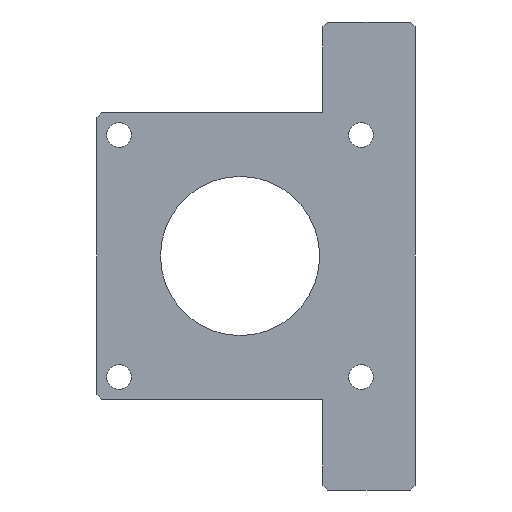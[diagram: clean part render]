
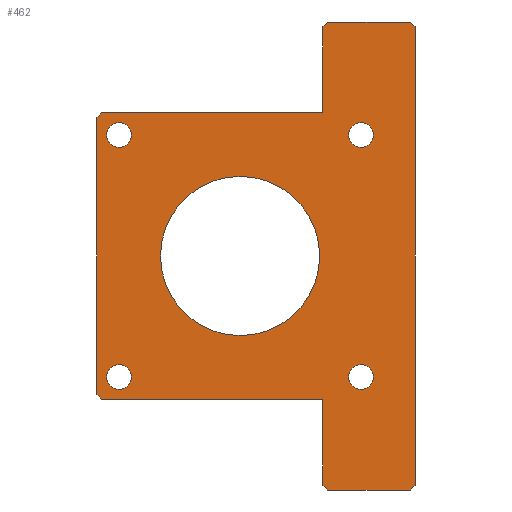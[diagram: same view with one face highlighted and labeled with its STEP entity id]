
A CAD part, left-side view. The second image highlights one B-rep face of the part: STEP entity #462.
In plain terms, the highlighted planar face has unit normal (-1, 0, 0).
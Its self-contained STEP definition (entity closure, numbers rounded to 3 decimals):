
#15=FACE_BOUND('',#76,.T.);
#16=FACE_BOUND('',#77,.T.);
#17=FACE_BOUND('',#78,.T.);
#18=FACE_BOUND('',#79,.T.);
#19=FACE_BOUND('',#80,.T.);
#29=PLANE('',#522);
#52=FACE_OUTER_BOUND('',#75,.T.);
#75=EDGE_LOOP('',(#350,#351,#352,#353,#354,#355,#356,#357,#358,#359,#360,
#361,#362,#363));
#76=EDGE_LOOP('',(#364));
#77=EDGE_LOOP('',(#365));
#78=EDGE_LOOP('',(#366));
#79=EDGE_LOOP('',(#367));
#80=EDGE_LOOP('',(#368));
#112=LINE('',#709,#161);
#113=LINE('',#711,#162);
#114=LINE('',#713,#163);
#115=LINE('',#715,#164);
#116=LINE('',#717,#165);
#117=LINE('',#719,#166);
#118=LINE('',#721,#167);
#119=LINE('',#723,#168);
#120=LINE('',#725,#169);
#121=LINE('',#727,#170);
#122=LINE('',#729,#171);
#123=LINE('',#731,#172);
#124=LINE('',#733,#173);
#125=LINE('',#734,#174);
#161=VECTOR('',#591,10.);
#162=VECTOR('',#592,10.);
#163=VECTOR('',#593,10.);
#164=VECTOR('',#594,10.);
#165=VECTOR('',#595,10.);
#166=VECTOR('',#596,10.);
#167=VECTOR('',#597,10.);
#168=VECTOR('',#598,10.);
#169=VECTOR('',#599,10.);
#170=VECTOR('',#600,10.);
#171=VECTOR('',#601,10.);
#172=VECTOR('',#602,10.);
#173=VECTOR('',#603,10.);
#174=VECTOR('',#604,10.);
#206=CIRCLE('',#506,7.75);
#208=CIRCLE('',#509,7.75);
#210=CIRCLE('',#512,7.75);
#212=CIRCLE('',#515,7.75);
#216=CIRCLE('',#521,50.);
#220=VERTEX_POINT('',#673);
#222=VERTEX_POINT('',#679);
#224=VERTEX_POINT('',#685);
#226=VERTEX_POINT('',#691);
#230=VERTEX_POINT('',#703);
#231=VERTEX_POINT('',#707);
#232=VERTEX_POINT('',#708);
#233=VERTEX_POINT('',#710);
#234=VERTEX_POINT('',#712);
#235=VERTEX_POINT('',#714);
#236=VERTEX_POINT('',#716);
#237=VERTEX_POINT('',#718);
#238=VERTEX_POINT('',#720);
#239=VERTEX_POINT('',#722);
#240=VERTEX_POINT('',#724);
#241=VERTEX_POINT('',#726);
#242=VERTEX_POINT('',#728);
#243=VERTEX_POINT('',#730);
#244=VERTEX_POINT('',#732);
#264=EDGE_CURVE('',#220,#220,#206,.T.);
#267=EDGE_CURVE('',#222,#222,#208,.T.);
#270=EDGE_CURVE('',#224,#224,#210,.T.);
#273=EDGE_CURVE('',#226,#226,#212,.T.);
#279=EDGE_CURVE('',#230,#230,#216,.T.);
#280=EDGE_CURVE('',#231,#232,#112,.T.);
#281=EDGE_CURVE('',#232,#233,#113,.T.);
#282=EDGE_CURVE('',#233,#234,#114,.T.);
#283=EDGE_CURVE('',#234,#235,#115,.T.);
#284=EDGE_CURVE('',#235,#236,#116,.T.);
#285=EDGE_CURVE('',#236,#237,#117,.T.);
#286=EDGE_CURVE('',#237,#238,#118,.T.);
#287=EDGE_CURVE('',#238,#239,#119,.T.);
#288=EDGE_CURVE('',#239,#240,#120,.T.);
#289=EDGE_CURVE('',#240,#241,#121,.T.);
#290=EDGE_CURVE('',#241,#242,#122,.T.);
#291=EDGE_CURVE('',#242,#243,#123,.T.);
#292=EDGE_CURVE('',#243,#244,#124,.T.);
#293=EDGE_CURVE('',#244,#231,#125,.T.);
#350=ORIENTED_EDGE('',*,*,#280,.T.);
#351=ORIENTED_EDGE('',*,*,#281,.T.);
#352=ORIENTED_EDGE('',*,*,#282,.T.);
#353=ORIENTED_EDGE('',*,*,#283,.T.);
#354=ORIENTED_EDGE('',*,*,#284,.T.);
#355=ORIENTED_EDGE('',*,*,#285,.T.);
#356=ORIENTED_EDGE('',*,*,#286,.T.);
#357=ORIENTED_EDGE('',*,*,#287,.T.);
#358=ORIENTED_EDGE('',*,*,#288,.T.);
#359=ORIENTED_EDGE('',*,*,#289,.T.);
#360=ORIENTED_EDGE('',*,*,#290,.T.);
#361=ORIENTED_EDGE('',*,*,#291,.T.);
#362=ORIENTED_EDGE('',*,*,#292,.T.);
#363=ORIENTED_EDGE('',*,*,#293,.T.);
#364=ORIENTED_EDGE('',*,*,#264,.T.);
#365=ORIENTED_EDGE('',*,*,#267,.T.);
#366=ORIENTED_EDGE('',*,*,#270,.T.);
#367=ORIENTED_EDGE('',*,*,#273,.T.);
#368=ORIENTED_EDGE('',*,*,#279,.T.);
#462=ADVANCED_FACE('',(#52,#15,#16,#17,#18,#19),#29,.T.);
#506=AXIS2_PLACEMENT_3D('',#675,#552,#553);
#509=AXIS2_PLACEMENT_3D('',#681,#559,#560);
#512=AXIS2_PLACEMENT_3D('',#687,#566,#567);
#515=AXIS2_PLACEMENT_3D('',#693,#573,#574);
#521=AXIS2_PLACEMENT_3D('',#705,#587,#588);
#522=AXIS2_PLACEMENT_3D('',#706,#589,#590);
#552=DIRECTION('center_axis',(1.,0.,0.));
#553=DIRECTION('ref_axis',(0.,0.,-1.));
#559=DIRECTION('center_axis',(1.,0.,0.));
#560=DIRECTION('ref_axis',(0.,0.,-1.));
#566=DIRECTION('center_axis',(1.,0.,0.));
#567=DIRECTION('ref_axis',(0.,0.,-1.));
#573=DIRECTION('center_axis',(1.,0.,0.));
#574=DIRECTION('ref_axis',(0.,0.,-1.));
#587=DIRECTION('center_axis',(1.,0.,0.));
#588=DIRECTION('ref_axis',(0.,0.,-1.));
#589=DIRECTION('center_axis',(-1.,0.,0.));
#590=DIRECTION('ref_axis',(0.,0.,1.));
#591=DIRECTION('',(0.,1.,0.));
#592=DIRECTION('',(0.,0.707,-0.707));
#593=DIRECTION('',(0.,0.,-1.));
#594=DIRECTION('',(0.,1.,0.));
#595=DIRECTION('',(0.,0.707,-0.707));
#596=DIRECTION('',(0.,0.,-1.));
#597=DIRECTION('',(0.,-0.707,-0.707));
#598=DIRECTION('',(0.,-1.,0.));
#599=DIRECTION('',(0.,0.,-1.));
#600=DIRECTION('',(0.,-0.707,-0.707));
#601=DIRECTION('',(0.,-1.,0.));
#602=DIRECTION('',(0.,-0.707,0.707));
#603=DIRECTION('',(0.,0.,1.));
#604=DIRECTION('',(0.,0.707,0.707));
#673=CARTESIAN_POINT('',(-15.,4.964,83.768));
#675=CARTESIAN_POINT('Origin',(-15.,4.964,76.018));
#679=CARTESIAN_POINT('',(-15.,157.,83.768));
#681=CARTESIAN_POINT('Origin',(-15.,157.,76.018));
#685=CARTESIAN_POINT('',(-15.,157.,-68.268));
#687=CARTESIAN_POINT('Origin',(-15.,157.,-76.018));
#691=CARTESIAN_POINT('',(-15.,4.964,-68.268));
#693=CARTESIAN_POINT('Origin',(-15.,4.964,-76.018));
#703=CARTESIAN_POINT('',(-15.,81.,50.));
#705=CARTESIAN_POINT('Origin',(-15.,81.,0.));
#706=CARTESIAN_POINT('Origin',(-15.,54.586,0.));
#707=CARTESIAN_POINT('',(-15.,-26.,147.));
#708=CARTESIAN_POINT('',(-15.,26.,147.));
#709=CARTESIAN_POINT('',(-15.,26.,147.));
#710=CARTESIAN_POINT('',(-15.,29.,144.));
#711=CARTESIAN_POINT('',(-15.,29.,144.));
#712=CARTESIAN_POINT('',(-15.,29.,90.));
#713=CARTESIAN_POINT('',(-15.,29.,90.));
#714=CARTESIAN_POINT('',(-15.,168.,90.));
#715=CARTESIAN_POINT('',(-15.,168.,90.));
#716=CARTESIAN_POINT('',(-15.,171.,87.));
#717=CARTESIAN_POINT('',(-15.,171.,87.));
#718=CARTESIAN_POINT('',(-15.,171.,-87.));
#719=CARTESIAN_POINT('',(-15.,171.,-87.));
#720=CARTESIAN_POINT('',(-15.,168.,-90.));
#721=CARTESIAN_POINT('',(-15.,168.,-90.));
#722=CARTESIAN_POINT('',(-15.,29.,-90.));
#723=CARTESIAN_POINT('',(-15.,29.,-90.));
#724=CARTESIAN_POINT('',(-15.,29.,-144.));
#725=CARTESIAN_POINT('',(-15.,29.,-144.));
#726=CARTESIAN_POINT('',(-15.,26.,-147.));
#727=CARTESIAN_POINT('',(-15.,26.,-147.));
#728=CARTESIAN_POINT('',(-15.,-26.,-147.));
#729=CARTESIAN_POINT('',(-15.,-26.,-147.));
#730=CARTESIAN_POINT('',(-15.,-29.,-144.));
#731=CARTESIAN_POINT('',(-15.,-29.,-144.));
#732=CARTESIAN_POINT('',(-15.,-29.,144.));
#733=CARTESIAN_POINT('',(-15.,-29.,144.));
#734=CARTESIAN_POINT('',(-15.,-26.,147.));
